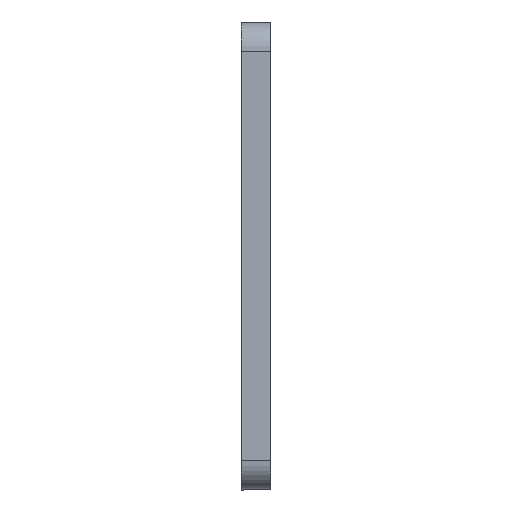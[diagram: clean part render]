
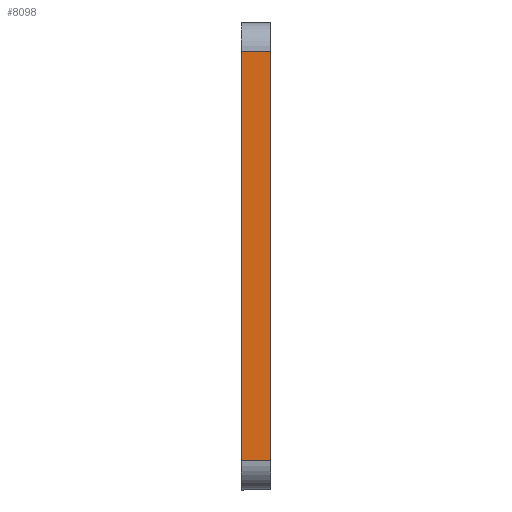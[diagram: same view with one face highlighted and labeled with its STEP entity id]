
A CAD part, left-side view. The second image highlights one B-rep face of the part: STEP entity #8098.
In plain terms, the highlighted planar face has unit normal (-1, 0, 0).
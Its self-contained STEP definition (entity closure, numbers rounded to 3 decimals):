
#2079=FACE_OUTER_BOUND('',#2434,.T.);
#2434=EDGE_LOOP('',(#7011,#7012,#7013,#7014));
#3477=LINE('',#13718,#3846);
#3478=LINE('',#13721,#3847);
#3479=LINE('',#13723,#3848);
#3480=LINE('',#13724,#3849);
#3846=VECTOR('',#11590,10.);
#3847=VECTOR('',#11593,10.);
#3848=VECTOR('',#11594,10.);
#3849=VECTOR('',#11595,10.);
#4552=VERTEX_POINT('',#13714);
#4553=VERTEX_POINT('',#13716);
#4554=VERTEX_POINT('',#13720);
#4555=VERTEX_POINT('',#13722);
#5605=EDGE_CURVE('',#4552,#4553,#3477,.T.);
#5606=EDGE_CURVE('',#4552,#4554,#3478,.T.);
#5607=EDGE_CURVE('',#4555,#4553,#3479,.T.);
#5608=EDGE_CURVE('',#4554,#4555,#3480,.T.);
#7011=ORIENTED_EDGE('',*,*,#5606,.F.);
#7012=ORIENTED_EDGE('',*,*,#5605,.T.);
#7013=ORIENTED_EDGE('',*,*,#5607,.F.);
#7014=ORIENTED_EDGE('',*,*,#5608,.F.);
#7746=PLANE('',#9152);
#8098=ADVANCED_FACE('',(#2079),#7746,.T.);
#9152=AXIS2_PLACEMENT_3D('',#13719,#11591,#11592);
#11590=DIRECTION('',(0.,-1.,0.));
#11591=DIRECTION('center_axis',(-1.,0.,0.));
#11592=DIRECTION('ref_axis',(0.,0.,
-1.));
#11593=DIRECTION('',(0.,0.,1.));
#11594=DIRECTION('',(0.,0.,-1.));
#11595=DIRECTION('',(0.,-1.,0.));
#13714=CARTESIAN_POINT('',(-209.994,122.024,124.886));
#13716=CARTESIAN_POINT('',(-209.994,112.024,124.886));
#13718=CARTESIAN_POINT('',(-209.994,122.024,124.886));
#13719=CARTESIAN_POINT('Origin',(-209.994,122.024,264.886));
#13720=CARTESIAN_POINT('',(-209.994,122.024,264.886));
#13721=CARTESIAN_POINT('',(-209.994,122.024,154.886));
#13722=CARTESIAN_POINT('',(-209.994,112.024,264.886));
#13723=CARTESIAN_POINT('',(-209.994,112.024,154.886));
#13724=CARTESIAN_POINT('',(-209.994,122.024,264.886));
